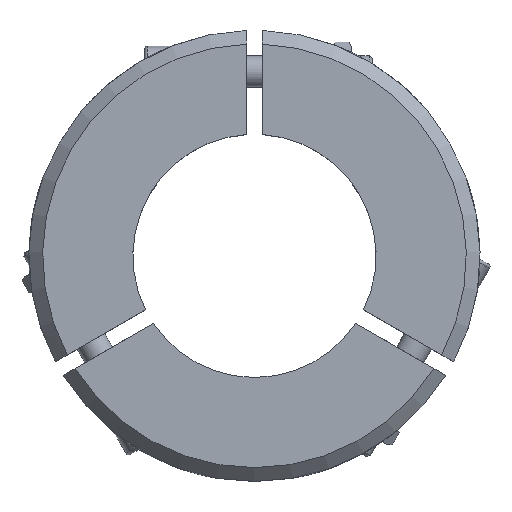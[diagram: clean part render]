
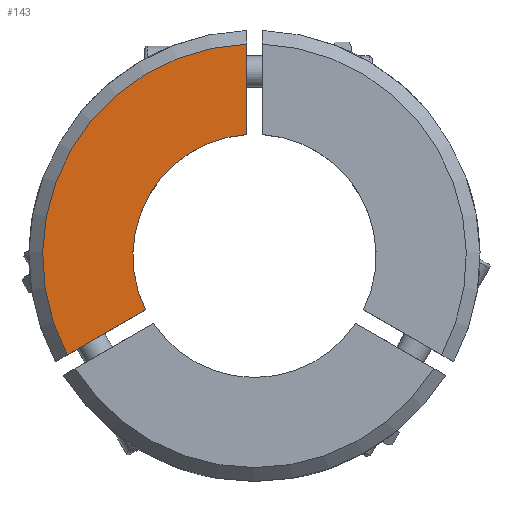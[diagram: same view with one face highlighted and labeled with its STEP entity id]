
A CAD part, top view. The second image highlights one B-rep face of the part: STEP entity #143.
In plain terms, the highlighted planar face has unit normal (0, 0, 1).
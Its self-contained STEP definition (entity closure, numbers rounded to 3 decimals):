
#73 = EDGE_CURVE ( 'NONE', #2819, #5339, #5505, .T. ) ;
#143 = ADVANCED_FACE ( 'NONE', ( #3015 ), #4865, .T. ) ;
#525 = VECTOR ( 'NONE', #1550, 1000. ) ;
#607 = CIRCLE ( 'NONE', #2091, 31. ) ;
#697 = DIRECTION ( 'NONE',  ( 0., 1., 0. ) ) ;
#877 = CARTESIAN_POINT ( 'NONE',  ( -2., 53.963, 14. ) ) ;
#958 = AXIS2_PLACEMENT_3D ( 'NONE', #1037, #2874, #5234 ) ;
#1037 = CARTESIAN_POINT ( 'NONE',  ( 0., 0., 14. ) ) ;
#1050 = CARTESIAN_POINT ( 'NONE',  ( 0., 0., 14. ) ) ;
#1140 = ORIENTED_EDGE ( 'NONE', *, *, #5522, .T. ) ;
#1169 = CARTESIAN_POINT ( 'NONE',  ( -27.791, -13.736, 14. ) ) ;
#1237 = ORIENTED_EDGE ( 'NONE', *, *, #5972, .T. ) ;
#1278 = CARTESIAN_POINT ( 'NONE',  ( -47.733, -25.249, 14. ) ) ;
#1543 = AXIS2_PLACEMENT_3D ( 'NONE', #2442, #4305, #3557 ) ;
#1550 = DIRECTION ( 'NONE',  ( 0.866, 0.5, 0. ) ) ;
#1638 = ORIENTED_EDGE ( 'NONE', *, *, #73, .T. ) ;
#1720 = CARTESIAN_POINT ( 'NONE',  ( -2., 30.935, 14. ) ) ;
#1812 = EDGE_CURVE ( 'NONE', #4102, #2819, #3455, .T. ) ;
#2091 = AXIS2_PLACEMENT_3D ( 'NONE', #1050, #5773, #2890 ) ;
#2442 = CARTESIAN_POINT ( 'NONE',  ( -30.866, 17.821, 14. ) ) ;
#2819 = VERTEX_POINT ( 'NONE', #1278 ) ;
#2874 = DIRECTION ( 'NONE',  ( 0., 0., 1. ) ) ;
#2890 = DIRECTION ( 'NONE',  ( 1., 0., 0. ) ) ;
#2944 = CARTESIAN_POINT ( 'NONE',  ( -47.733, -25.249, 14. ) ) ;
#3015 = FACE_OUTER_BOUND ( 'NONE', #4165, .T. ) ;
#3455 = CIRCLE ( 'NONE', #958, 54. ) ;
#3466 = CARTESIAN_POINT ( 'NONE',  ( -2., 17.821, 14. ) ) ;
#3557 = DIRECTION ( 'NONE',  ( 1., 0., 0. ) ) ;
#3880 = VERTEX_POINT ( 'NONE', #1720 ) ;
#3961 = ORIENTED_EDGE ( 'NONE', *, *, #1812, .T. ) ;
#4102 = VERTEX_POINT ( 'NONE', #877 ) ;
#4135 = LINE ( 'NONE', #3466, #5504 ) ;
#4165 = EDGE_LOOP ( 'NONE', ( #1237, #1140, #3961, #1638 ) ) ;
#4305 = DIRECTION ( 'NONE',  ( 0., 0., 1. ) ) ;
#4865 = PLANE ( 'NONE',  #1543 ) ;
#5234 = DIRECTION ( 'NONE',  ( -1., 0., 0. ) ) ;
#5339 = VERTEX_POINT ( 'NONE', #1169 ) ;
#5504 = VECTOR ( 'NONE', #697, 1000. ) ;
#5505 = LINE ( 'NONE', #2944, #525 ) ;
#5522 = EDGE_CURVE ( 'NONE', #3880, #4102, #4135, .T. ) ;
#5773 = DIRECTION ( 'NONE',  ( 0., 0., -1. ) ) ;
#5972 = EDGE_CURVE ( 'NONE', #5339, #3880, #607, .T. ) ;
